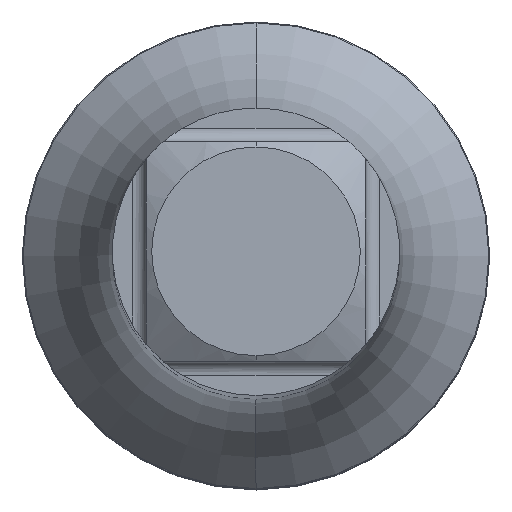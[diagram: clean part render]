
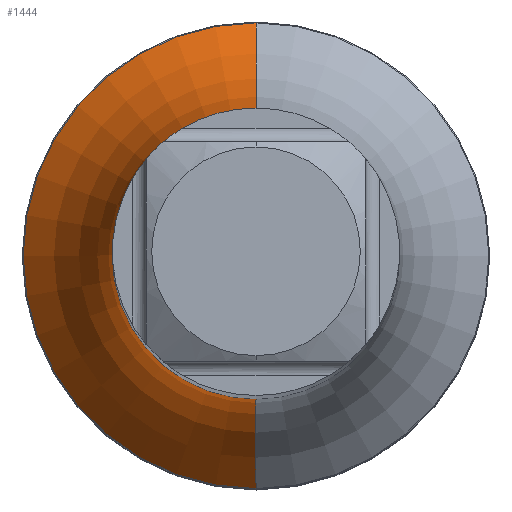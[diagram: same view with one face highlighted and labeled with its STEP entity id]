
A CAD part, top view. The second image highlights one B-rep face of the part: STEP entity #1444.
In plain terms, the highlighted toroidal (fillet/blend) face has major radius 46.6 mm and minor radius 30 mm.
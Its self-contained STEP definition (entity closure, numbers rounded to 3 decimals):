
#228=CARTESIAN_POINT('',(0.,0.,40.089));
#229=DIRECTION('',(0.,0.,1.));
#230=DIRECTION('',(0.,1.,0.));
#231=AXIS2_PLACEMENT_3D('',#228,#229,#230);
#236=CARTESIAN_POINT('',(0.,46.6,62.712));
#237=DIRECTION('',(-1.,0.,0.));
#238=DIRECTION('',(0.,-0.657,-0.754));
#239=AXIS2_PLACEMENT_3D('',#236,#237,#238);
#244=CARTESIAN_POINT('',(0.,-46.6,62.712));
#245=DIRECTION('',(1.,0.,0.));
#246=DIRECTION('',(0.,0.657,-0.754));
#247=AXIS2_PLACEMENT_3D('',#244,#245,#246);
#628=CARTESIAN_POINT('',(0.,0.,62.712));
#629=DIRECTION('',(0.,0.,1.));
#630=DIRECTION('',(0.,1.,0.));
#631=AXIS2_PLACEMENT_3D('',#628,#629,#630);
#1227=CARTESIAN_POINT('',(0.,16.6,62.712));
#1229=VERTEX_POINT('',#1227);
#1231=CARTESIAN_POINT('',(0.,-16.6,62.712));
#1233=VERTEX_POINT('',#1231);
#1307=CARTESIAN_POINT('',(0.,26.897,40.089));
#1308=CARTESIAN_POINT('',(0.,-26.897,40.089));
#1309=VERTEX_POINT('',#1307);
#1310=VERTEX_POINT('',#1308);
#1430=CARTESIAN_POINT('',(0.,0.,62.712));
#1431=DIRECTION('',(0.,0.,-1.));
#1432=DIRECTION('',(0.,-1.,0.));
#1433=AXIS2_PLACEMENT_3D('',#1430,#1431,#1432);
#1434=TOROIDAL_SURFACE('',#1433,46.6,30.);
#1435=ORIENTED_EDGE('',*,*,#1420,.F.);
#1437=ORIENTED_EDGE('',*,*,#1436,.T.);
#1439=ORIENTED_EDGE('',*,*,#1438,.T.);
#1441=ORIENTED_EDGE('',*,*,#1440,.F.);
#1442=EDGE_LOOP('',(#1435,#1437,#1439,#1441));
#1443=FACE_OUTER_BOUND('',#1442,.F.);
#1444=ADVANCED_FACE('',(#1443),#1434,.F.);
#232=CIRCLE('',#231,26.897);
#240=CIRCLE('',#239,30.);
#248=CIRCLE('',#247,30.);
#632=CIRCLE('',#631,16.6);
#1420=EDGE_CURVE('',#1309,#1310,#232,.T.);
#1436=EDGE_CURVE('',#1309,#1229,#240,.T.);
#1438=EDGE_CURVE('',#1229,#1233,#632,.T.);
#1440=EDGE_CURVE('',#1310,#1233,#248,.T.);
